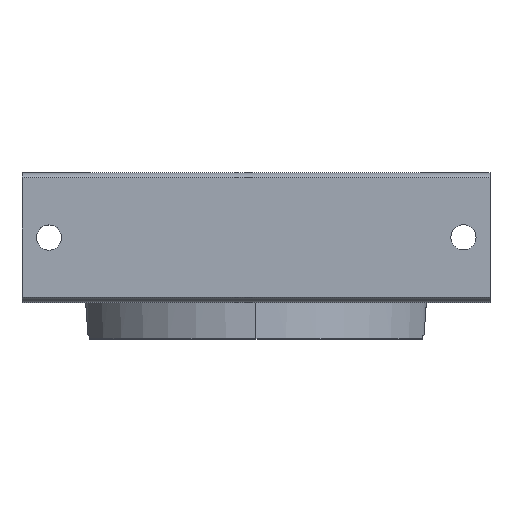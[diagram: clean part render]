
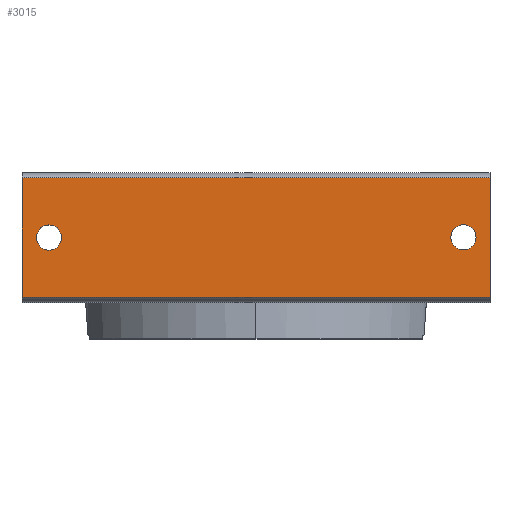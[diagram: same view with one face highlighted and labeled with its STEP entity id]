
A CAD part, top view. The second image highlights one B-rep face of the part: STEP entity #3015.
In plain terms, the highlighted planar face has unit normal (0, 0, 1).
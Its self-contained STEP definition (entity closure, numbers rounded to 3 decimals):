
#73 = EDGE_LOOP ( 'NONE', ( #2000, #762 ) ) ;
#118 = AXIS2_PLACEMENT_3D ( 'NONE', #879, #1658, #1828 ) ;
#134 = CARTESIAN_POINT ( 'NONE',  ( 760.112, 921.086, 1402.19 ) ) ;
#161 = FACE_OUTER_BOUND ( 'NONE', #1647, .T. ) ;
#250 = DIRECTION ( 'NONE',  ( 0., 0., -1. ) ) ;
#287 = DIRECTION ( 'NONE',  ( 1., 0., 0. ) ) ;
#303 = LINE ( 'NONE', #2686, #1048 ) ;
#371 = VECTOR ( 'NONE', #2474, 1000. ) ;
#491 = AXIS2_PLACEMENT_3D ( 'NONE', #1496, #800, #1528 ) ;
#553 = CARTESIAN_POINT ( 'NONE',  ( 637.482, 938.979, 1402.19 ) ) ;
#564 = CARTESIAN_POINT ( 'NONE',  ( 767.482, 904.333, 1402.19 ) ) ;
#592 = VERTEX_POINT ( 'NONE', #2024 ) ;
#640 = FACE_BOUND ( 'NONE', #1240, .T. ) ;
#720 = ORIENTED_EDGE ( 'NONE', *, *, #2557, .F. ) ;
#734 = CARTESIAN_POINT ( 'NONE',  ( 767.482, 938.979, 1402.19 ) ) ;
#753 = VERTEX_POINT ( 'NONE', #783 ) ;
#759 = VERTEX_POINT ( 'NONE', #2784 ) ;
#762 = ORIENTED_EDGE ( 'NONE', *, *, #3002, .T. ) ;
#783 = CARTESIAN_POINT ( 'NONE',  ( 763.612, 921.086, 1402.19 ) ) ;
#800 = DIRECTION ( 'NONE',  ( 0., 0., -1. ) ) ;
#851 = LINE ( 'NONE', #1365, #2541 ) ;
#879 = CARTESIAN_POINT ( 'NONE',  ( 644.982, 920.979, 1402.19 ) ) ;
#910 = AXIS2_PLACEMENT_3D ( 'NONE', #2046, #250, #2424 ) ;
#930 = EDGE_CURVE ( 'NONE', #1278, #592, #303, .T. ) ;
#987 = EDGE_CURVE ( 'NONE', #759, #2133, #2863, .T. ) ;
#992 = VERTEX_POINT ( 'NONE', #564 ) ;
#1000 = EDGE_CURVE ( 'NONE', #992, #592, #2500, .T. ) ;
#1048 = VECTOR ( 'NONE', #287, 1000. ) ;
#1107 = DIRECTION ( 'NONE',  ( -1., 0., 0. ) ) ;
#1119 = DIRECTION ( 'NONE',  ( -1., 0., 0. ) ) ;
#1134 = CIRCLE ( 'NONE', #118, 3.5 ) ;
#1229 = DIRECTION ( 'NONE',  ( 0., 0., 1. ) ) ;
#1240 = EDGE_LOOP ( 'NONE', ( #2834, #2466 ) ) ;
#1278 = VERTEX_POINT ( 'NONE', #2175 ) ;
#1351 = CARTESIAN_POINT ( 'NONE',  ( 637.482, 904.333, 1402.19 ) ) ;
#1365 = CARTESIAN_POINT ( 'NONE',  ( 767.482, 904.333, 1402.19 ) ) ;
#1367 = CARTESIAN_POINT ( 'NONE',  ( 648.482, 920.979, 1402.19 ) ) ;
#1393 = VECTOR ( 'NONE', #2482, 1000. ) ;
#1496 = CARTESIAN_POINT ( 'NONE',  ( 644.982, 920.979, 1402.19 ) ) ;
#1513 = CARTESIAN_POINT ( 'NONE',  ( 767.482, 938.979, 1402.19 ) ) ;
#1528 = DIRECTION ( 'NONE',  ( -1., 0., 0. ) ) ;
#1639 = ORIENTED_EDGE ( 'NONE', *, *, #2622, .F. ) ;
#1647 = EDGE_LOOP ( 'NONE', ( #720, #1639, #2511, #2599 ) ) ;
#1656 = AXIS2_PLACEMENT_3D ( 'NONE', #134, #2346, #1107 ) ;
#1658 = DIRECTION ( 'NONE',  ( 0., 0., -1. ) ) ;
#1729 = AXIS2_PLACEMENT_3D ( 'NONE', #734, #1229, #2654 ) ;
#1766 = EDGE_CURVE ( 'NONE', #2115, #753, #2063, .T. ) ;
#1821 = EDGE_CURVE ( 'NONE', #753, #2115, #2212, .T. ) ;
#1828 = DIRECTION ( 'NONE',  ( -1., 0., 0. ) ) ;
#2000 = ORIENTED_EDGE ( 'NONE', *, *, #987, .T. ) ;
#2024 = CARTESIAN_POINT ( 'NONE',  ( 767.482, 937.624, 1402.19 ) ) ;
#2046 = CARTESIAN_POINT ( 'NONE',  ( 760.112, 921.086, 1402.19 ) ) ;
#2063 = CIRCLE ( 'NONE', #1656, 3.5 ) ;
#2115 = VERTEX_POINT ( 'NONE', #2525 ) ;
#2133 = VERTEX_POINT ( 'NONE', #1367 ) ;
#2175 = CARTESIAN_POINT ( 'NONE',  ( 637.482, 937.624, 1402.19 ) ) ;
#2199 = VERTEX_POINT ( 'NONE', #1351 ) ;
#2212 = CIRCLE ( 'NONE', #910, 3.5 ) ;
#2346 = DIRECTION ( 'NONE',  ( 0., 0., -1. ) ) ;
#2424 = DIRECTION ( 'NONE',  ( -1., 0., 0. ) ) ;
#2466 = ORIENTED_EDGE ( 'NONE', *, *, #1821, .T. ) ;
#2474 = DIRECTION ( 'NONE',  ( 0., 1., 0. ) ) ;
#2482 = DIRECTION ( 'NONE',  ( 0., 1., 0. ) ) ;
#2500 = LINE ( 'NONE', #1513, #1393 ) ;
#2511 = ORIENTED_EDGE ( 'NONE', *, *, #1000, .T. ) ;
#2525 = CARTESIAN_POINT ( 'NONE',  ( 756.612, 921.086, 1402.19 ) ) ;
#2541 = VECTOR ( 'NONE', #1119, 1000. ) ;
#2557 = EDGE_CURVE ( 'NONE', #2199, #1278, #2712, .T. ) ;
#2599 = ORIENTED_EDGE ( 'NONE', *, *, #930, .F. ) ;
#2622 = EDGE_CURVE ( 'NONE', #992, #2199, #851, .T. ) ;
#2654 = DIRECTION ( 'NONE',  ( 0., -1., 0. ) ) ;
#2686 = CARTESIAN_POINT ( 'NONE',  ( 767.482, 937.624, 1402.19 ) ) ;
#2712 = LINE ( 'NONE', #553, #371 ) ;
#2784 = CARTESIAN_POINT ( 'NONE',  ( 641.482, 920.979, 1402.19 ) ) ;
#2804 = FACE_BOUND ( 'NONE', #73, .T. ) ;
#2834 = ORIENTED_EDGE ( 'NONE', *, *, #1766, .T. ) ;
#2863 = CIRCLE ( 'NONE', #491, 3.5 ) ;
#2883 = PLANE ( 'NONE',  #1729 ) ;
#3002 = EDGE_CURVE ( 'NONE', #2133, #759, #1134, .T. ) ;
#3015 = ADVANCED_FACE ( 'NONE', ( #2804, #640, #161 ), #2883, .T. ) ;
